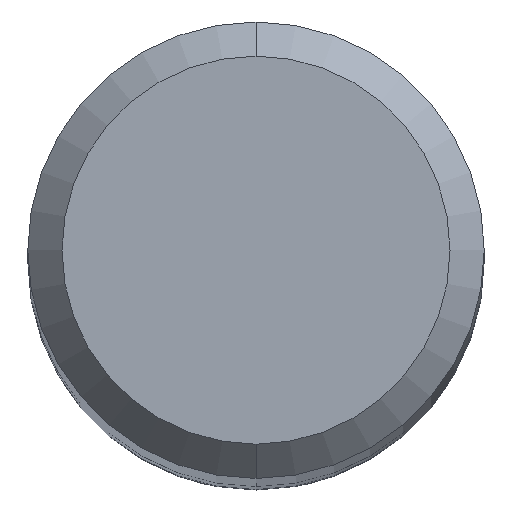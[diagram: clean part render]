
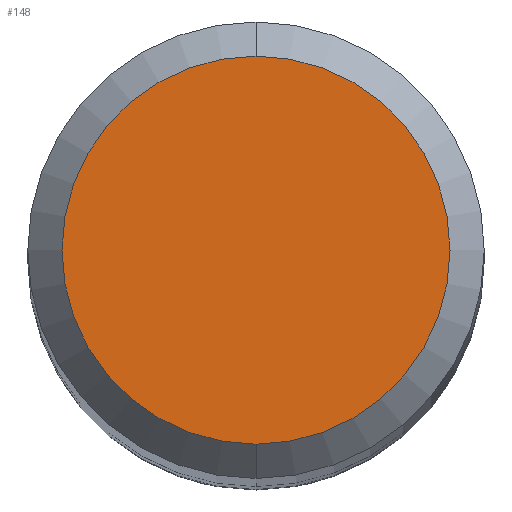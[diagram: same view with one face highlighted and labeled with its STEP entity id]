
A CAD part, top view. The second image highlights one B-rep face of the part: STEP entity #148.
In plain terms, the highlighted planar face has unit normal (0, 0, 1).
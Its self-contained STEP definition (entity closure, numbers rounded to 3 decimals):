
#120=VERTEX_POINT('',#257);
#148=ADVANCED_FACE('',(#289),#290,.T.);
#164=VERTEX_POINT('',#307);
#170=EDGE_CURVE('',#120,#164,#313,.T.);
#184=EDGE_CURVE('',#164,#120,#330,.T.);
#257=CARTESIAN_POINT('',(0.0,1.7,0.0));
#289=FACE_OUTER_BOUND('',#443,.T.);
#290=PLANE('',#444);
#307=CARTESIAN_POINT('',(0.,-1.7,0.0));
#313=CIRCLE('',#474,1.7);
#330=CIRCLE('',#494,1.7);
#443=EDGE_LOOP('',(#611,#612));
#444=AXIS2_PLACEMENT_3D('',#613,#614,#615);
#474=AXIS2_PLACEMENT_3D('',#634,#635,#636);
#494=AXIS2_PLACEMENT_3D('',#668,#669,#670);
#611=ORIENTED_EDGE('',*,*,#170,.F.);
#612=ORIENTED_EDGE('',*,*,#184,.F.);
#613=CARTESIAN_POINT('',(0.0,0.85,0.0));
#614=DIRECTION('',(-0.0,0.0,1.0));
#615=DIRECTION('',(0.0,-1.0,0.0));
#634=CARTESIAN_POINT('',(0.0,0.0,0.0));
#635=DIRECTION('',(0.0,0.0,-1.0));
#636=DIRECTION('',(0.0,1.0,0.0));
#668=CARTESIAN_POINT('',(0.0,0.0,0.0));
#669=DIRECTION('',(0.0,0.0,-1.0));
#670=DIRECTION('',(0.0,1.0,0.0));
